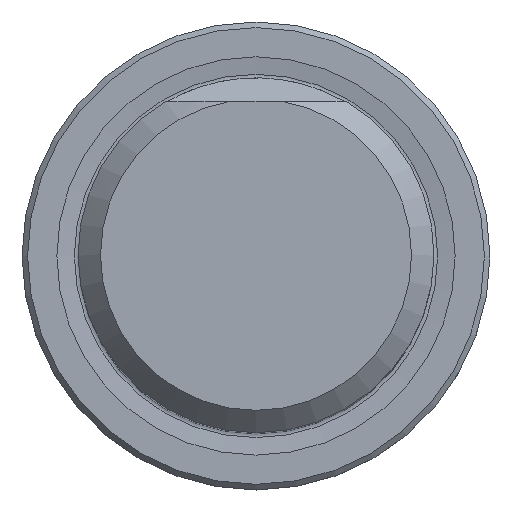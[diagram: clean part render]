
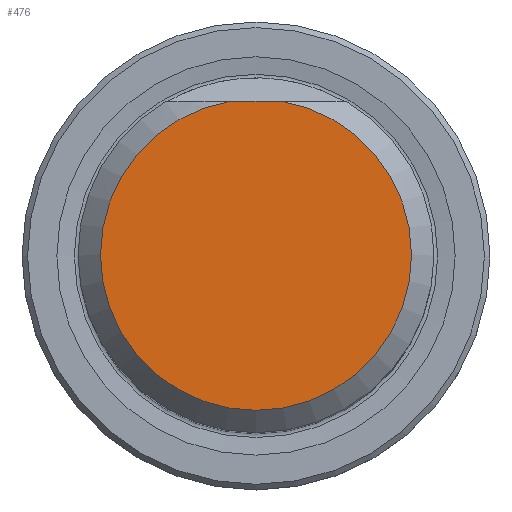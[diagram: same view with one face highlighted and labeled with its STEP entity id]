
A CAD part, top view. The second image highlights one B-rep face of the part: STEP entity #476.
In plain terms, the highlighted planar face has unit normal (0, 0, 1).
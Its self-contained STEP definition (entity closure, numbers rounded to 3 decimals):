
#354=PLANE('',#6032);
#476=ADVANCED_FACE('',(#783),#354,.T.);
#783=FACE_OUTER_BOUND('',#1065,.T.);
#1065=EDGE_LOOP('',(#1698,#1699));
#1698=ORIENTED_EDGE('',*,*,#3809,.F.);
#1699=ORIENTED_EDGE('',*,*,#3810,.T.);
#3248=VERTEX_POINT('',#9181);
#3249=VERTEX_POINT('',#9182);
#3809=EDGE_CURVE('',#3248,#3249,#5128,.T.);
#3810=EDGE_CURVE('',#3248,#3249,#4486,.T.);
#4486=CIRCLE('',#6031,13.875);
#5128=LINE('',#9180,#5475);
#5475=VECTOR('',#6875,1.);
#6031=AXIS2_PLACEMENT_3D('',#9183,#6876,#6877);
#6032=AXIS2_PLACEMENT_3D('',#9184,#6878,#6879);
#6875=DIRECTION('',(1.,0.,0.));
#6876=DIRECTION('',(0.,0.,1.));
#6877=DIRECTION('',(0.,-1.,0.));
#6878=DIRECTION('',(0.,0.,1.));
#6879=DIRECTION('',(0.,-1.,0.));
#9180=CARTESIAN_POINT('',(0.,13.679,60.));
#9181=CARTESIAN_POINT('',(-2.324,13.679,60.));
#9182=CARTESIAN_POINT('',(2.324,13.679,60.));
#9183=CARTESIAN_POINT('',(0.,0.,60.));
#9184=CARTESIAN_POINT('',(0.,0.,60.));
